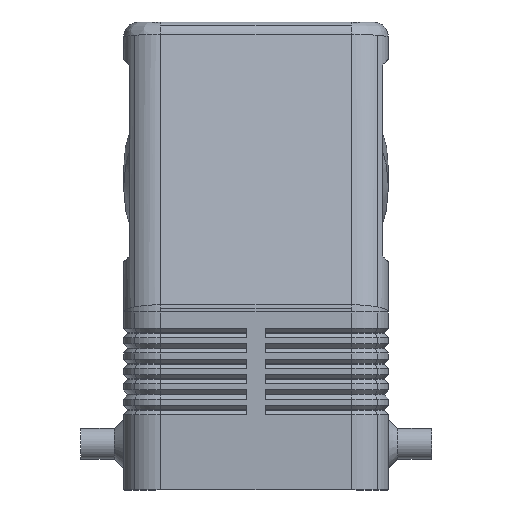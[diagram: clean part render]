
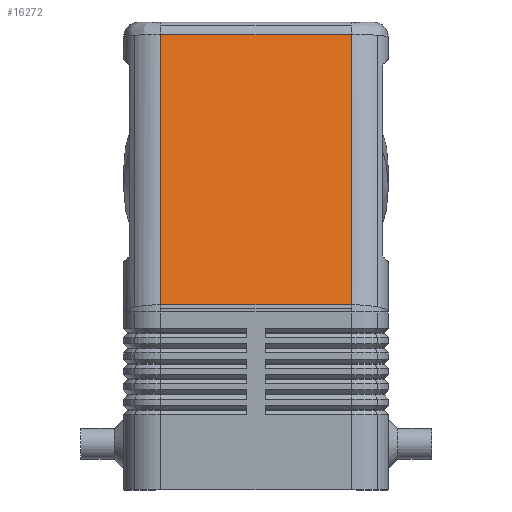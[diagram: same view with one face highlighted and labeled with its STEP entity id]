
A CAD part, left-side view. The second image highlights one B-rep face of the part: STEP entity #16272.
In plain terms, the highlighted planar face has unit normal (-0.981, 0, 0.195).
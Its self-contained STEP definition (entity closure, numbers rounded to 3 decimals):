
#495=CARTESIAN_POINT('',(-46.635,-15.5,30.08));
#496=VERTEX_POINT('',#495);
#504=CARTESIAN_POINT('',(-46.635,15.5,30.08));
#505=VERTEX_POINT('',#504);
#506=CARTESIAN_POINT('',(-46.635,-15.5,30.08));
#507=DIRECTION('',(0.0,1.0,0.0));
#508=VECTOR('',#507,31.);
#509=LINE('',#506,#508);
#510=EDGE_CURVE('',#496,#505,#509,.T.);
#15812=CARTESIAN_POINT('',(-37.9,-15.5,73.988));
#15813=VERTEX_POINT('',#15812);
#15821=CARTESIAN_POINT('',(-37.9,-15.5,73.988));
#15822=DIRECTION('',(-0.195,0.,-0.981));
#15823=VECTOR('',#15822,44.768);
#15824=LINE('',#15821,#15823);
#15825=EDGE_CURVE('',#15813,#496,#15824,.T.);
#16249=CARTESIAN_POINT('',(-37.5,0.0,76.0));
#16250=DIRECTION('',(-0.981,0.0,0.195));
#16251=DIRECTION('',(0.195,0.0,0.981));
#16252=AXIS2_PLACEMENT_3D('',#16249,#16250,#16251);
#16253=PLANE('',#16252);
#16254=ORIENTED_EDGE('',*,*,#15825,.F.);
#16255=CARTESIAN_POINT('',(-37.9,15.5,73.988));
#16256=VERTEX_POINT('',#16255);
#16257=CARTESIAN_POINT('',(-37.9,15.5,73.988));
#16258=DIRECTION('',(0.0,-1.0,0.0));
#16259=VECTOR('',#16258,31.0);
#16260=LINE('',#16257,#16259);
#16261=EDGE_CURVE('',#16256,#15813,#16260,.T.);
#16262=ORIENTED_EDGE('',*,*,#16261,.F.);
#16263=CARTESIAN_POINT('',(-46.635,15.5,30.08));
#16264=DIRECTION('',(0.195,0.,0.981));
#16265=VECTOR('',#16264,44.768);
#16266=LINE('',#16263,#16265);
#16267=EDGE_CURVE('',#505,#16256,#16266,.T.);
#16268=ORIENTED_EDGE('',*,*,#16267,.F.);
#16269=ORIENTED_EDGE('',*,*,#510,.F.);
#16270=EDGE_LOOP('',(#16254,#16262,#16268,#16269));
#16271=FACE_OUTER_BOUND('',#16270,.T.);
#16272=ADVANCED_FACE('',(#16271),#16253,.T.);
